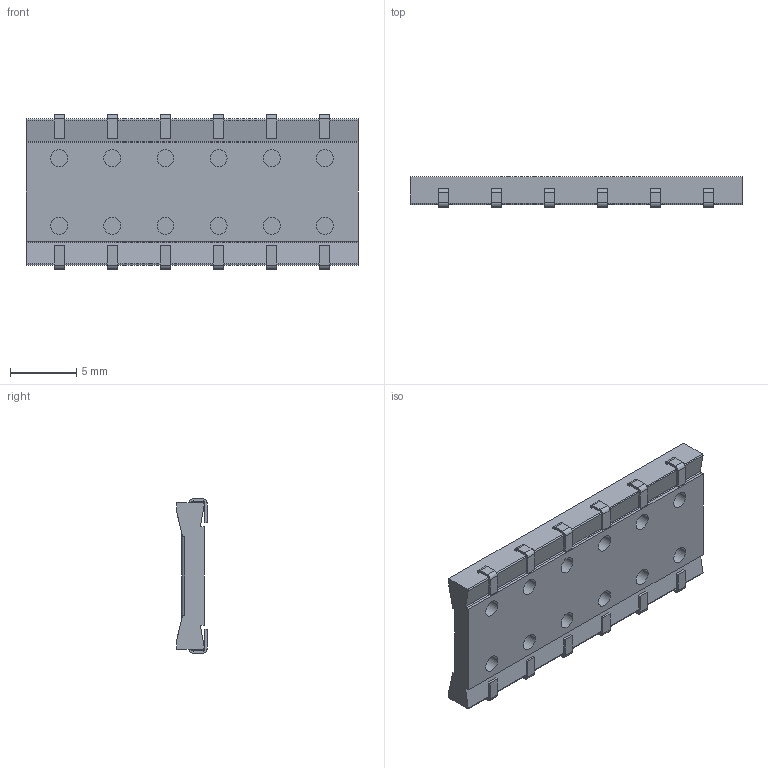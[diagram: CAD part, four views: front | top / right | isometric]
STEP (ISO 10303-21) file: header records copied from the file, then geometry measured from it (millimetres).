
FILE_DESCRIPTION((''),'2;1');
FILE_NAME('70ADJ-6-FL0','2021-06-16T15:47:07',('RICKB'),('Bourns, Inc.'),'CREO PARAMETRIC BY PTC INC, 2018050','CREO PARAMETRIC BY PTC INC, 2018050','');
FILE_SCHEMA(('AUTOMOTIVE_DESIGN { 1 0 10303 214 1 1 1 1 }'));
Length unit declared in the file: inch
Products named in the file (1): 70ADJ-6-FL0
Bounding box: 24.99 x 2.29 x 11.61 mm (x, y, z)
Volume: 439.2 mm3; surface area: 851.1 mm2
Topology: 1 solids, 1 shells, 332 faces, 756 edges, 456 vertices
Faces by surface type: plane 235, cylinder 97
Entity records: 13903 total; most frequent: CARTESIAN_POINT 1630, DIRECTION 1614, ORIENTED_EDGE 1512, PRESENTATION_STYLE_ASSIGNMENT 955, STYLED_ITEM 757, CURVE_STYLE 756, EDGE_CURVE 756, AXIS2_PLACEMENT_3D 540
